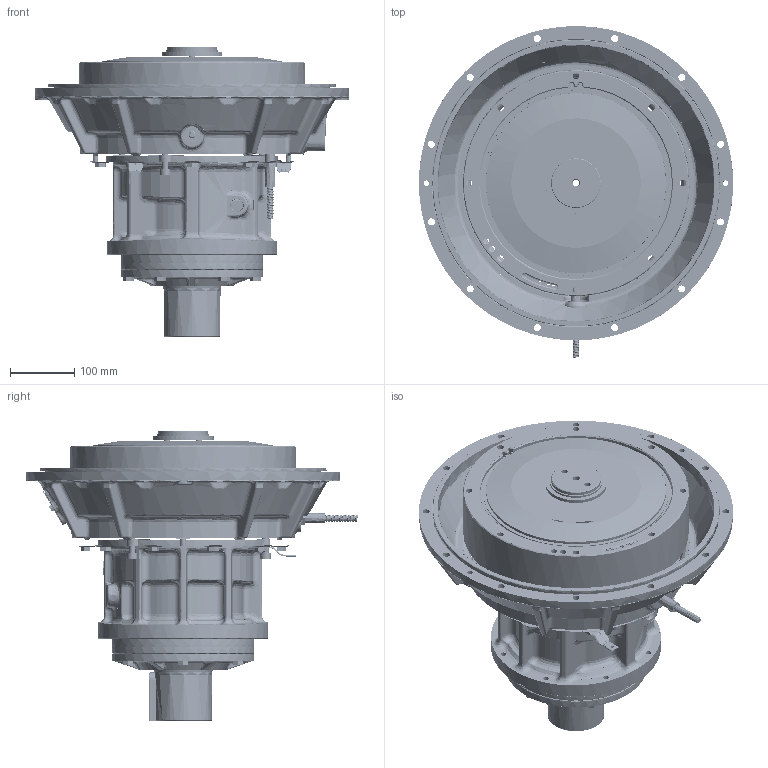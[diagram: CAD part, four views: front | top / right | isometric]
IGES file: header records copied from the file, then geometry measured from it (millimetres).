
Start section: SolidWorks IGES file using analytic representation for surfaces
Global section: file name: PX1032588B.igs; native system: SolidWorks 2019; preprocessor: SolidWorks 2019; author: smtservice; date: 210301.101828; units: inch
Bounding box: 490.05 x 517.56 x 453.34 mm (x, y, z)
Surface area: 1198870.8 mm2 (no closed solid volume)
Topology: 0 solids, 1 shells, 2070 faces, 34598 edges, 34344 vertices
Faces by surface type: bspline 1402, revolution 668
